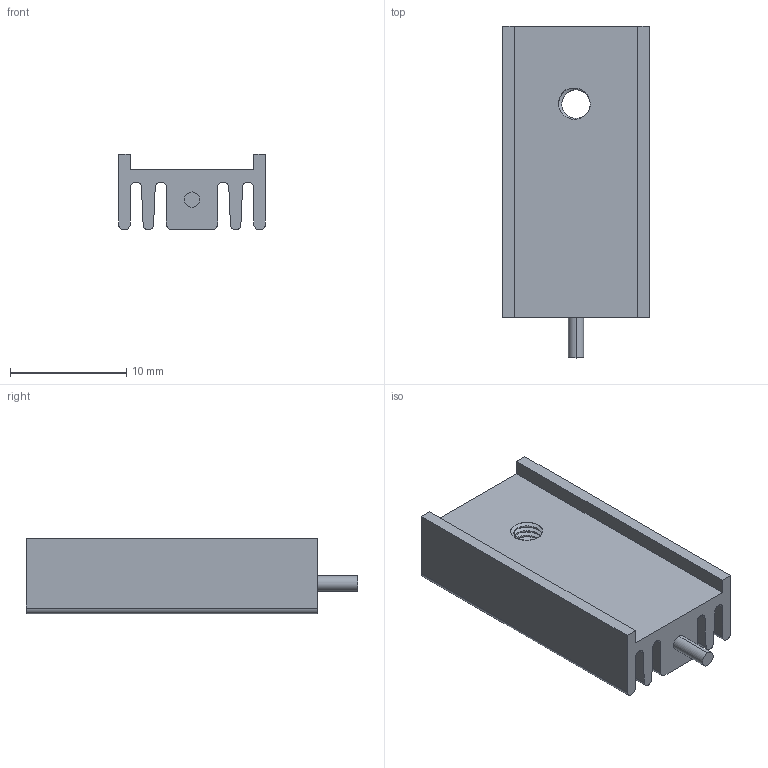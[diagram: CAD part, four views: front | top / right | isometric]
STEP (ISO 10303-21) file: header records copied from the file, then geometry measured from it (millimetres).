
FILE_DESCRIPTION (( 'STEP AP214' ), '1' );
FILE_NAME ('SK 95 25 STS TO 220.STEP', '2023-01-23T23:13:48', ( '' ), ( '' ), 'SwSTEP 2.0', 'SolidWorks 2021', '' );
FILE_SCHEMA (( 'AUTOMOTIVE_DESIGN' ));
Length unit declared in the file: millimetre
Products named in the file (1): SK 95 25 STS TO 220
Bounding box: 12.6 x 28.5 x 6.5 mm (x, y, z)
Volume: 1253.1 mm3; surface area: 1913.3 mm2
Topology: 2 solids, 2 shells, 61 faces, 171 edges, 114 vertices
Faces by surface type: cylinder 38, plane 20, bspline 3
Entity records: 6429 total; most frequent: CARTESIAN_POINT 4931, ORIENTED_EDGE 342, DIRECTION 271, EDGE_CURVE 171, VERTEX_POINT 114, AXIS2_PLACEMENT_3D 93, LINE 85, VECTOR 85
